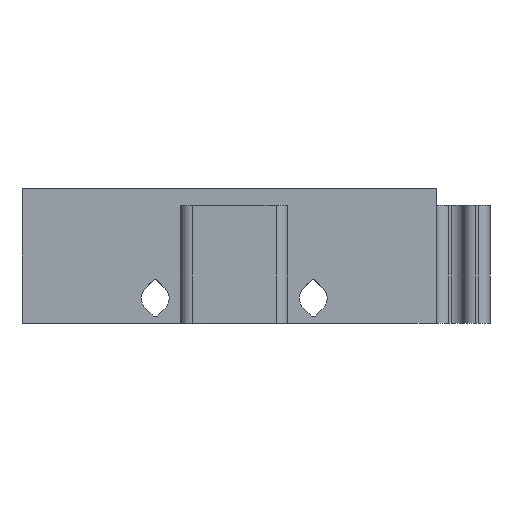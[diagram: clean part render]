
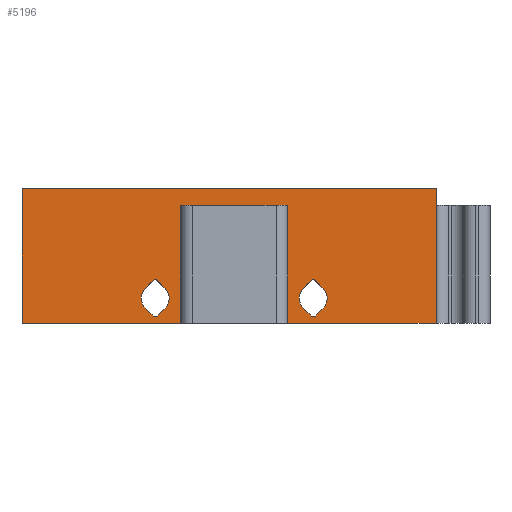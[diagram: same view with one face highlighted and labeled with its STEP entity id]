
A CAD part, front view. The second image highlights one B-rep face of the part: STEP entity #5196.
In plain terms, the highlighted planar face has unit normal (0, -1, 0).
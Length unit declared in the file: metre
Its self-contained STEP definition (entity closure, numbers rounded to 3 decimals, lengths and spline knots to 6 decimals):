
#150=CIRCLE('',#5469,0.002075);
#151=CIRCLE('',#5470,0.0004);
#152=CIRCLE('',#5471,0.002075);
#153=CIRCLE('',#5472,0.0004);
#154=CIRCLE('',#5473,0.002075);
#155=CIRCLE('',#5474,0.0004);
#156=CIRCLE('',#5475,0.002075);
#157=CIRCLE('',#5476,0.0004);
#288=PLANE('',#5468);
#460=LINE('',#7735,#918);
#472=LINE('',#7839,#930);
#473=LINE('',#7844,#931);
#474=LINE('',#7848,#932);
#475=LINE('',#7852,#933);
#476=LINE('',#7855,#934);
#477=LINE('',#7857,#935);
#478=LINE('',#7859,#936);
#479=LINE('',#7861,#937);
#480=LINE('',#7863,#938);
#481=LINE('',#7865,#939);
#482=LINE('',#7867,#940);
#483=LINE('',#7871,#941);
#484=LINE('',#7875,#942);
#485=LINE('',#7879,#943);
#486=LINE('',#7883,#944);
#918=VECTOR('',#5932,1.);
#930=VECTOR('',#5946,1.);
#931=VECTOR('',#5949,1.);
#932=VECTOR('',#5952,1.);
#933=VECTOR('',#5955,1.);
#934=VECTOR('',#5958,1.);
#935=VECTOR('',#5959,1.);
#936=VECTOR('',#5960,1.);
#937=VECTOR('',#5961,1.);
#938=VECTOR('',#5962,1.);
#939=VECTOR('',#5963,1.);
#940=VECTOR('',#5964,1.);
#941=VECTOR('',#5967,1.);
#942=VECTOR('',#5970,1.);
#943=VECTOR('',#5973,1.);
#944=VECTOR('',#5976,1.);
#1615=ORIENTED_EDGE('',*,*,#3112,.F.);
#1616=ORIENTED_EDGE('',*,*,#3113,.T.);
#1617=ORIENTED_EDGE('',*,*,#3114,.F.);
#1618=ORIENTED_EDGE('',*,*,#3115,.T.);
#1619=ORIENTED_EDGE('',*,*,#3116,.T.);
#1620=ORIENTED_EDGE('',*,*,#3117,.T.);
#1621=ORIENTED_EDGE('',*,*,#3118,.T.);
#1622=ORIENTED_EDGE('',*,*,#3119,.T.);
#1623=ORIENTED_EDGE('',*,*,#3080,.F.);
#1624=ORIENTED_EDGE('',*,*,#3120,.T.);
#1625=ORIENTED_EDGE('',*,*,#3121,.T.);
#1626=ORIENTED_EDGE('',*,*,#3122,.F.);
#1627=ORIENTED_EDGE('',*,*,#3123,.F.);
#1628=ORIENTED_EDGE('',*,*,#3124,.T.);
#1629=ORIENTED_EDGE('',*,*,#3125,.T.);
#1630=ORIENTED_EDGE('',*,*,#3126,.T.);
#1631=ORIENTED_EDGE('',*,*,#3127,.F.);
#1632=ORIENTED_EDGE('',*,*,#3128,.T.);
#1633=ORIENTED_EDGE('',*,*,#3129,.F.);
#1634=ORIENTED_EDGE('',*,*,#3130,.F.);
#1635=ORIENTED_EDGE('',*,*,#3131,.F.);
#1636=ORIENTED_EDGE('',*,*,#3132,.F.);
#1637=ORIENTED_EDGE('',*,*,#3133,.F.);
#1638=ORIENTED_EDGE('',*,*,#3134,.T.);
#3080=EDGE_CURVE('',#3850,#3852,#460,.F.);
#3112=EDGE_CURVE('',#3883,#3884,#472,.T.);
#3113=EDGE_CURVE('',#3883,#3885,#150,.T.);
#3114=EDGE_CURVE('',#3886,#3885,#473,.T.);
#3115=EDGE_CURVE('',#3886,#3887,#151,.T.);
#3116=EDGE_CURVE('',#3887,#3888,#474,.T.);
#3117=EDGE_CURVE('',#3888,#3889,#152,.T.);
#3118=EDGE_CURVE('',#3889,#3890,#475,.T.);
#3119=EDGE_CURVE('',#3890,#3884,#153,.T.);
#3120=EDGE_CURVE('',#3850,#3891,#476,.T.);
#3121=EDGE_CURVE('',#3891,#3892,#477,.F.);
#3122=EDGE_CURVE('',#3893,#3892,#478,.T.);
#3123=EDGE_CURVE('',#3894,#3893,#479,.T.);
#3124=EDGE_CURVE('',#3894,#3895,#480,.F.);
#3125=EDGE_CURVE('',#3895,#3896,#481,.F.);
#3126=EDGE_CURVE('',#3896,#3852,#482,.T.);
#3127=EDGE_CURVE('',#3897,#3898,#154,.F.);
#3128=EDGE_CURVE('',#3897,#3899,#483,.T.);
#3129=EDGE_CURVE('',#3900,#3899,#155,.F.);
#3130=EDGE_CURVE('',#3901,#3900,#484,.T.);
#3131=EDGE_CURVE('',#3902,#3901,#156,.F.);
#3132=EDGE_CURVE('',#3903,#3902,#485,.T.);
#3133=EDGE_CURVE('',#3904,#3903,#157,.F.);
#3134=EDGE_CURVE('',#3904,#3898,#486,.T.);
#3850=VERTEX_POINT('',#7733);
#3852=VERTEX_POINT('',#7736);
#3883=VERTEX_POINT('',#7840);
#3884=VERTEX_POINT('',#7841);
#3885=VERTEX_POINT('',#7843);
#3886=VERTEX_POINT('',#7845);
#3887=VERTEX_POINT('',#7847);
#3888=VERTEX_POINT('',#7849);
#3889=VERTEX_POINT('',#7851);
#3890=VERTEX_POINT('',#7853);
#3891=VERTEX_POINT('',#7856);
#3892=VERTEX_POINT('',#7858);
#3893=VERTEX_POINT('',#7860);
#3894=VERTEX_POINT('',#7862);
#3895=VERTEX_POINT('',#7864);
#3896=VERTEX_POINT('',#7866);
#3897=VERTEX_POINT('',#7869);
#3898=VERTEX_POINT('',#7870);
#3899=VERTEX_POINT('',#7872);
#3900=VERTEX_POINT('',#7874);
#3901=VERTEX_POINT('',#7876);
#3902=VERTEX_POINT('',#7878);
#3903=VERTEX_POINT('',#7880);
#3904=VERTEX_POINT('',#7882);
#4538=EDGE_LOOP('',(#1615,#1616,#1617,#1618,#1619,#1620,#1621,#1622));
#4539=EDGE_LOOP('',(#1623,#1624,#1625,#1626,#1627,#1628,#1629,#1630));
#4540=EDGE_LOOP('',(#1631,#1632,#1633,#1634,#1635,#1636,#1637,#1638));
#4834=FACE_BOUND('',#4538,.T.);
#4835=FACE_BOUND('',#4539,.T.);
#4836=FACE_BOUND('',#4540,.T.);
#5196=ADVANCED_FACE('',(#4834,#4835,#4836),#288,.F.);
#5468=AXIS2_PLACEMENT_3D('',#7838,#5944,#5945);
#5469=AXIS2_PLACEMENT_3D('',#7842,#5947,#5948);
#5470=AXIS2_PLACEMENT_3D('',#7846,#5950,#5951);
#5471=AXIS2_PLACEMENT_3D('',#7850,#5953,#5954);
#5472=AXIS2_PLACEMENT_3D('',#7854,#5956,#5957);
#5473=AXIS2_PLACEMENT_3D('',#7868,#5965,#5966);
#5474=AXIS2_PLACEMENT_3D('',#7873,#5968,#5969);
#5475=AXIS2_PLACEMENT_3D('',#7877,#5971,#5972);
#5476=AXIS2_PLACEMENT_3D('',#7881,#5974,#5975);
#5932=DIRECTION('',(-1.,0.,0.));
#5944=DIRECTION('',(0.,1.,0.));
#5945=DIRECTION('',(-1.,0.,0.));
#5946=DIRECTION('',(0.707,0.,-0.707));
#5947=DIRECTION('',(0.,1.,0.));
#5948=DIRECTION('',(-1.,0.,0.));
#5949=DIRECTION('',(-0.707,0.,-0.707));
#5950=DIRECTION('',(0.,1.,0.));
#5951=DIRECTION('',(-1.,0.,0.));
#5952=DIRECTION('',(0.707,0.,-0.707));
#5953=DIRECTION('',(0.,1.,0.));
#5954=DIRECTION('',(-1.,0.,0.));
#5955=DIRECTION('',(-0.707,0.,-0.707));
#5956=DIRECTION('',(0.,1.,0.));
#5957=DIRECTION('',(-1.,0.,0.));
#5958=DIRECTION('',(0.,0.,-1.));
#5959=DIRECTION('',(-1.,0.,0.));
#5960=DIRECTION('',(0.,0.,-1.));
#5961=DIRECTION('',(-1.,0.,0.));
#5962=DIRECTION('',(0.,0.,1.));
#5963=DIRECTION('',(-1.,0.,0.));
#5964=DIRECTION('',(0.,0.,1.));
#5965=DIRECTION('',(0.,1.,0.));
#5966=DIRECTION('',(-1.,0.,0.));
#5967=DIRECTION('',(-0.707,0.,-0.707));
#5968=DIRECTION('',(0.,1.,0.));
#5969=DIRECTION('',(-1.,0.,0.));
#5970=DIRECTION('',(0.707,0.,-0.707));
#5971=DIRECTION('',(0.,1.,0.));
#5972=DIRECTION('',(-1.,0.,0.));
#5973=DIRECTION('',(-0.707,0.,-0.707));
#5974=DIRECTION('',(0.,1.,0.));
#5975=DIRECTION('',(-1.,0.,0.));
#5976=DIRECTION('',(0.707,0.,-0.707));
#7733=CARTESIAN_POINT('',(0.5085,1.410025,0.38));
#7735=CARTESIAN_POINT('',(0.617889,1.410025,0.38));
#7736=CARTESIAN_POINT('',(0.569975,1.410025,0.38));
#7838=CARTESIAN_POINT('',(0.617889,1.410025,0.38));
#7839=CARTESIAN_POINT('',(0.563477,1.410025,0.325588));
#7840=CARTESIAN_POINT('',(0.526799,1.410025,0.362266));
#7841=CARTESIAN_POINT('',(0.527984,1.410025,0.361082));
#7842=CARTESIAN_POINT('',(0.528267,1.410025,0.363733));
#7843=CARTESIAN_POINT('',(0.526799,1.410025,0.365201));
#7844=CARTESIAN_POINT('',(0.579744,1.410025,0.418145));
#7845=CARTESIAN_POINT('',(0.527984,1.410025,0.366385));
#7846=CARTESIAN_POINT('',(0.528267,1.410025,0.366102));
#7847=CARTESIAN_POINT('',(0.528549,1.410025,0.366385));
#7848=CARTESIAN_POINT('',(0.566412,1.410025,0.328523));
#7849=CARTESIAN_POINT('',(0.529734,1.410025,0.365201));
#7850=CARTESIAN_POINT('',(0.528267,1.410025,0.363733));
#7851=CARTESIAN_POINT('',(0.529734,1.410025,0.362266));
#7852=CARTESIAN_POINT('',(0.582678,1.410025,0.415211));
#7853=CARTESIAN_POINT('',(0.528549,1.410025,0.361082));
#7854=CARTESIAN_POINT('',(0.528267,1.410025,0.361365));
#7855=CARTESIAN_POINT('',(0.5085,1.410025,0.38));
#7856=CARTESIAN_POINT('',(0.5085,1.410025,0.36));
#7857=CARTESIAN_POINT('',(0.497889,1.410025,0.36));
#7858=CARTESIAN_POINT('',(0.534222,1.410025,0.36));
#7859=CARTESIAN_POINT('',(0.534222,1.410025,0.38));
#7860=CARTESIAN_POINT('',(0.534222,1.410025,0.3775));
#7861=CARTESIAN_POINT('',(0.497889,1.410025,0.3775));
#7862=CARTESIAN_POINT('',(0.545778,1.410025,0.3775));
#7863=CARTESIAN_POINT('',(0.545778,1.410025,0.38));
#7864=CARTESIAN_POINT('',(0.545778,1.410025,0.36));
#7865=CARTESIAN_POINT('',(0.617889,1.410025,0.36));
#7866=CARTESIAN_POINT('',(0.569975,1.410025,0.36));
#7867=CARTESIAN_POINT('',(0.569975,1.410025,0.38));
#7868=CARTESIAN_POINT('',(0.551733,1.410025,0.363733));
#7869=CARTESIAN_POINT('',(0.553201,1.410025,0.362266));
#7870=CARTESIAN_POINT('',(0.553201,1.410025,0.365201));
#7871=CARTESIAN_POINT('',(0.594412,1.410025,0.403477));
#7872=CARTESIAN_POINT('',(0.552016,1.410025,0.361082));
#7873=CARTESIAN_POINT('',(0.551733,1.410025,0.361365));
#7874=CARTESIAN_POINT('',(0.551451,1.410025,0.361082));
#7875=CARTESIAN_POINT('',(0.575211,1.410025,0.337322));
#7876=CARTESIAN_POINT('',(0.550266,1.410025,0.362266));
#7877=CARTESIAN_POINT('',(0.551733,1.410025,0.363733));
#7878=CARTESIAN_POINT('',(0.550266,1.410025,0.365201));
#7879=CARTESIAN_POINT('',(0.591477,1.410025,0.406412));
#7880=CARTESIAN_POINT('',(0.551451,1.410025,0.366385));
#7881=CARTESIAN_POINT('',(0.551733,1.410025,0.366102));
#7882=CARTESIAN_POINT('',(0.552016,1.410025,0.366385));
#7883=CARTESIAN_POINT('',(0.578145,1.410025,0.340256));
